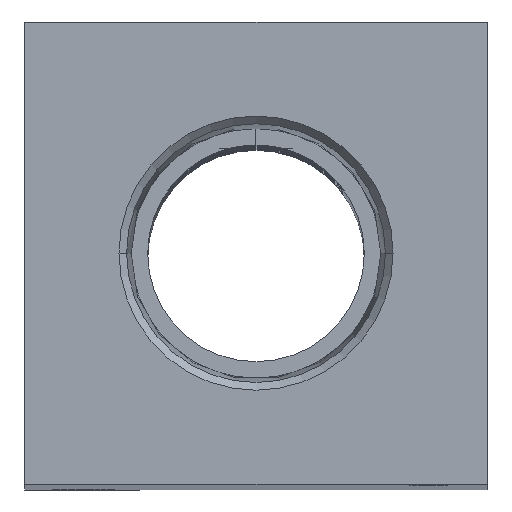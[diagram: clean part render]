
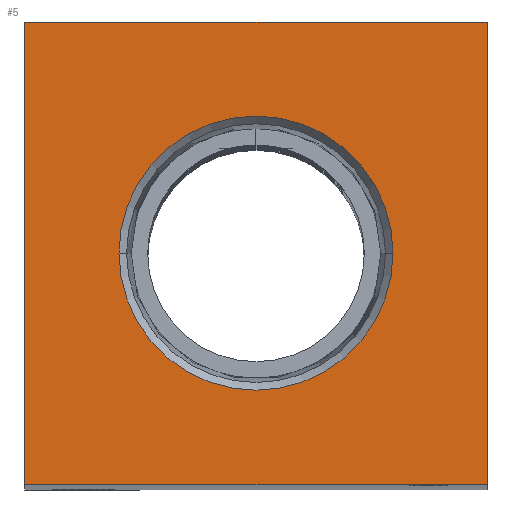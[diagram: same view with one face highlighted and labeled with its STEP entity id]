
A CAD part, top view. The second image highlights one B-rep face of the part: STEP entity #5.
In plain terms, the highlighted planar face has unit normal (0, 0, 1).
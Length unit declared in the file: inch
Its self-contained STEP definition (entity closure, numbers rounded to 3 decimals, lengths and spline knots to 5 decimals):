
#5 = ADVANCED_FACE ( 'NONE', ( #172, #975 ), #3006, .T. ) ;
#56 = AXIS2_PLACEMENT_3D ( 'NONE', #2686, #3021, #2985 ) ;
#139 = DIRECTION ( 'NONE',  ( 1., 0., 0. ) ) ;
#160 = DIRECTION ( 'NONE',  ( 0., 0., 1. ) ) ;
#172 = FACE_BOUND ( 'NONE', #866, .T. ) ;
#178 = CARTESIAN_POINT ( 'NONE',  ( 0., 0., 5.375 ) ) ;
#203 = LINE ( 'NONE', #1804, #2136 ) ;
#215 = ORIENTED_EDGE ( 'NONE', *, *, #2507, .F. ) ;
#438 = DIRECTION ( 'NONE',  ( 0., -1., 0. ) ) ;
#452 = AXIS2_PLACEMENT_3D ( 'NONE', #3031, #2998, #3107 ) ;
#465 = ORIENTED_EDGE ( 'NONE', *, *, #4516, .T. ) ;
#784 = VERTEX_POINT ( 'NONE', #3264 ) ;
#827 = CARTESIAN_POINT ( 'NONE',  ( 0.75, -0.75, 5.375 ) ) ;
#832 = LINE ( 'NONE', #1895, #4405 ) ;
#866 = EDGE_LOOP ( 'NONE', ( #2126, #215 ) ) ;
#897 = VECTOR ( 'NONE', #1347, 39.37008 ) ;
#906 = EDGE_CURVE ( 'NONE', #3137, #1756, #4315, .T. ) ;
#912 = VERTEX_POINT ( 'NONE', #2854 ) ;
#956 = CIRCLE ( 'NONE', #56, 0.44487 ) ;
#975 = FACE_OUTER_BOUND ( 'NONE', #1663, .T. ) ;
#1005 = LINE ( 'NONE', #1214, #897 ) ;
#1075 = ORIENTED_EDGE ( 'NONE', *, *, #906, .T. ) ;
#1214 = CARTESIAN_POINT ( 'NONE',  ( 0.75, -0.75, 5.375 ) ) ;
#1347 = DIRECTION ( 'NONE',  ( 1., 0., 0. ) ) ;
#1354 = CARTESIAN_POINT ( 'NONE',  ( -0.75, 0.75, 5.375 ) ) ;
#1382 = VERTEX_POINT ( 'NONE', #1354 ) ;
#1594 = AXIS2_PLACEMENT_3D ( 'NONE', #178, #160, #139 ) ;
#1663 = EDGE_LOOP ( 'NONE', ( #3514, #4203, #1075, #465 ) ) ;
#1746 = EDGE_CURVE ( 'NONE', #2271, #784, #956, .T. ) ;
#1756 = VERTEX_POINT ( 'NONE', #2965 ) ;
#1804 = CARTESIAN_POINT ( 'NONE',  ( 0.75, 0.75, 5.375 ) ) ;
#1895 = CARTESIAN_POINT ( 'NONE',  ( -0.75, -0.75, 5.375 ) ) ;
#2126 = ORIENTED_EDGE ( 'NONE', *, *, #1746, .F. ) ;
#2136 = VECTOR ( 'NONE', #3206, 39.37008 ) ;
#2140 = EDGE_CURVE ( 'NONE', #912, #3137, #1005, .T. ) ;
#2271 = VERTEX_POINT ( 'NONE', #3506 ) ;
#2507 = EDGE_CURVE ( 'NONE', #784, #2271, #4297, .T. ) ;
#2686 = CARTESIAN_POINT ( 'NONE',  ( 0., 0., 5.375 ) ) ;
#2854 = CARTESIAN_POINT ( 'NONE',  ( -0.75, -0.75, 5.375 ) ) ;
#2875 = DIRECTION ( 'NONE',  ( 0., 1., 0. ) ) ;
#2880 = CARTESIAN_POINT ( 'NONE',  ( 0.75, -0.75, 5.375 ) ) ;
#2965 = CARTESIAN_POINT ( 'NONE',  ( 0.75, 0.75, 5.375 ) ) ;
#2985 = DIRECTION ( 'NONE',  ( 1., 0., 0. ) ) ;
#2998 = DIRECTION ( 'NONE',  ( 0., 0., 1. ) ) ;
#3006 = PLANE ( 'NONE',  #452 ) ;
#3021 = DIRECTION ( 'NONE',  ( 0., 0., 1. ) ) ;
#3031 = CARTESIAN_POINT ( 'NONE',  ( 0., 0., 5.375 ) ) ;
#3092 = EDGE_CURVE ( 'NONE', #1382, #912, #832, .T. ) ;
#3107 = DIRECTION ( 'NONE',  ( 1., 0., 0. ) ) ;
#3137 = VERTEX_POINT ( 'NONE', #827 ) ;
#3206 = DIRECTION ( 'NONE',  ( -1., 0., 0. ) ) ;
#3264 = CARTESIAN_POINT ( 'NONE',  ( -0.44487, 0., 5.375 ) ) ;
#3350 = VECTOR ( 'NONE', #2875, 39.37008 ) ;
#3506 = CARTESIAN_POINT ( 'NONE',  ( 0.44487, 0., 5.375 ) ) ;
#3514 = ORIENTED_EDGE ( 'NONE', *, *, #3092, .T. ) ;
#4203 = ORIENTED_EDGE ( 'NONE', *, *, #2140, .T. ) ;
#4297 = CIRCLE ( 'NONE', #1594, 0.44487 ) ;
#4315 = LINE ( 'NONE', #2880, #3350 ) ;
#4405 = VECTOR ( 'NONE', #438, 39.37008 ) ;
#4516 = EDGE_CURVE ( 'NONE', #1756, #1382, #203, .T. ) ;
